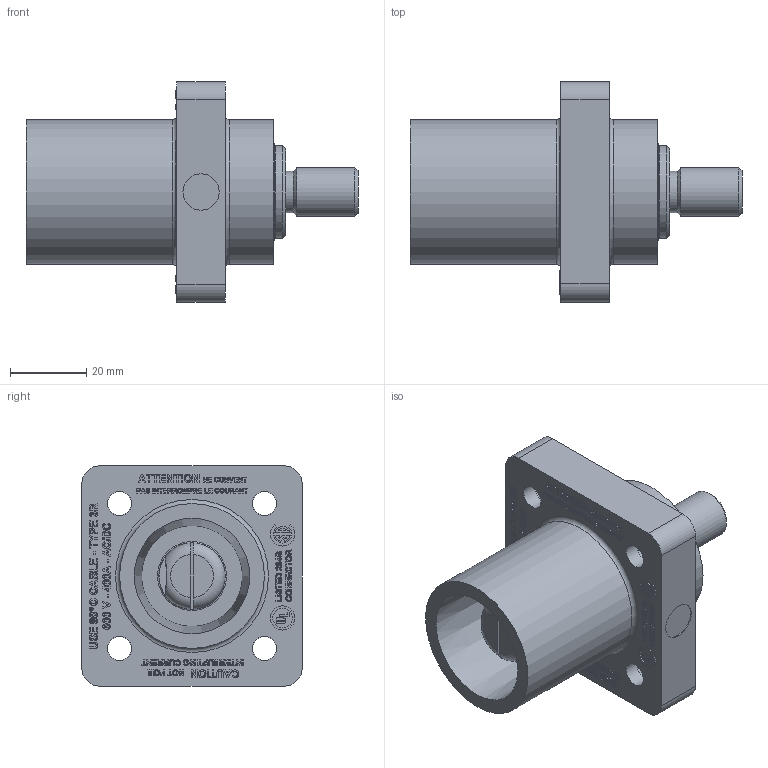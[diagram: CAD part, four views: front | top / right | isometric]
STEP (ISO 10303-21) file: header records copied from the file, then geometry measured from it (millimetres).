
FILE_DESCRIPTION (( 'STEP AP214' ), '1' );
FILE_NAME ('CATSTD-16R23-0UX-M01.STEP', '2020-12-15T16:32:27', ( '' ), ( '' ), 'SwSTEP 2.0', 'SolidWorks 2020', '' );
FILE_SCHEMA (( 'AUTOMOTIVE_DESIGN' ));
Length unit declared in the file: inch
Products named in the file (1): CATSTD-16R23-0UX-M01
Bounding box: 87.3 x 57.94 x 57.94 mm (x, y, z)
Volume: 85800.8 mm3; surface area: 24630.6 mm2
Topology: 1 solids, 2 shells, 1828 faces, 4847 edges, 3228 vertices
Faces by surface type: plane 1178, bspline 541, cylinder 93, cone 10, torus 6
Full cylindrical faces by diameter (mm): 0.508 x1, 1.016 x1, 1.905 x1, 3.969 x1, 5.174 x1, 6.325 x4, 6.35 x5, 8.038 x1, 8.192 x1, 9.525 x1, 10.871 x1, 11.125 x4, 12.7 x1, 17.386 x1, 24.384 x1, 25.4 x1, 38.1 x2
Entity records: 109323 total; most frequent: CARTESIAN_POINT 43950, ORIENTED_EDGE 9582, DIRECTION 6431, EDGE_CURVE 4791, LINE 3493, VECTOR 3493, VERTEX_POINT 3210, EDGE_LOOP 2079
